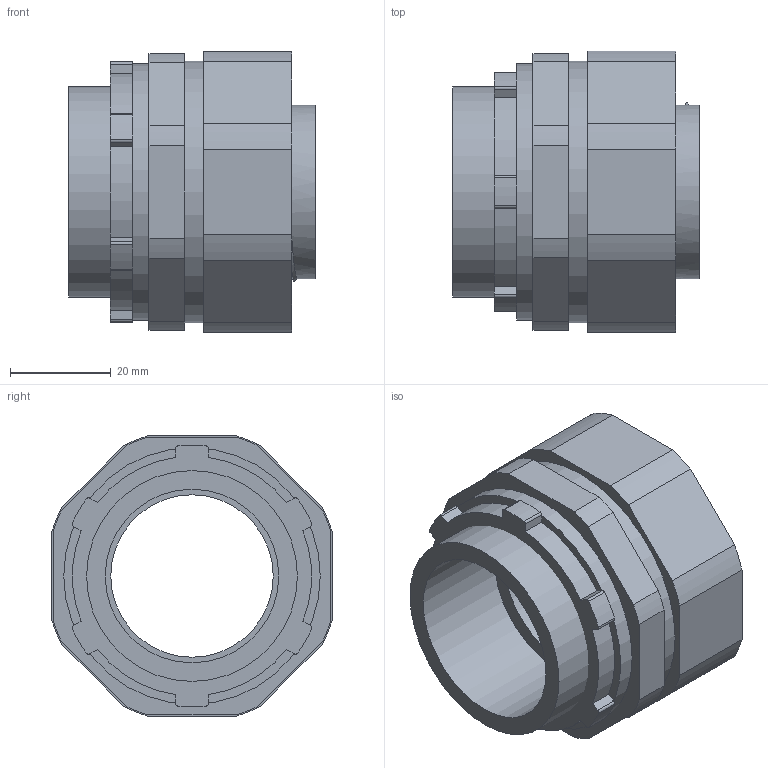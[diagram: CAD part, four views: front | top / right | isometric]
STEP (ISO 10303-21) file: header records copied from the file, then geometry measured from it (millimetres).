
FILE_DESCRIPTION(('STEP AP203'), '1');
FILE_NAME('Ìóôòà ââîäíàÿ äëÿ ìåòàëëîðóêàâà ÂÌÓ-32', '', ('UNSPECIFIED'), ('UNSPECIFIED'), 'ASCON STEP Converter 1.6', 'ASCON Math Kernel', '');
FILE_SCHEMA(('CONFIG_CONTROL_DESIGN'));
Length unit declared in the file: millimetre
Products named in the file (1): -03
Bounding box: 49.1 x 56 x 56 mm (x, y, z)
Volume: 43787.5 mm3; surface area: 40163.8 mm2
Topology: 6 solids, 6 shells, 123 faces, 316 edges, 211 vertices
Faces by surface type: cylinder 63, plane 56, bspline 3, cone 1
Full cylindrical faces by diameter (mm): 32.3 x1, 34.5 x3, 38.5 x1, 40 x1, 41 x1, 41.91 x1, 42 x1, 45 x1, 47 x1, 48 x1, 51 x1, 52 x1, 53.376 x1
Entity records: 6368 total; most frequent: CARTESIAN_POINT 2253, DIRECTION 657, ORIENTED_EDGE 600, EDGE_CURVE 300, AXIS2_PLACEMENT_3D 247, VERTEX_POINT 211, LINE 163, VECTOR 163
